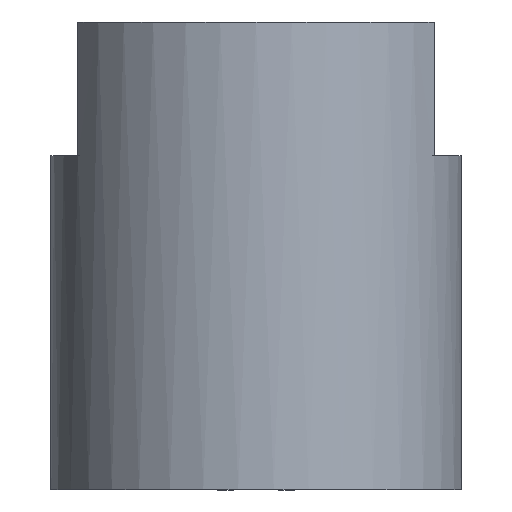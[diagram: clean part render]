
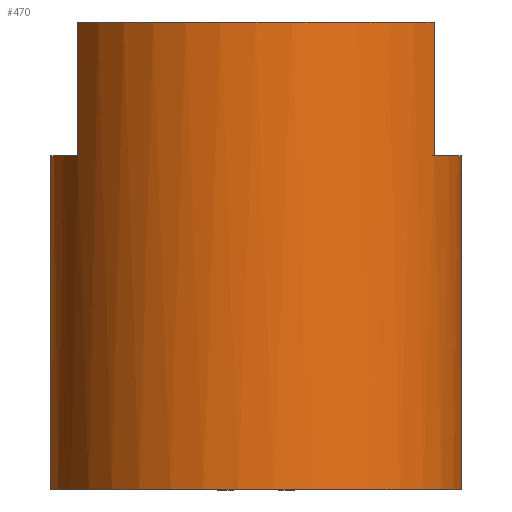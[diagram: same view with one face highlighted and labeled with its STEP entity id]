
A CAD part, left-side view. The second image highlights one B-rep face of the part: STEP entity #470.
In plain terms, the highlighted cylindrical face has radius 20 mm (diameter 40 mm), a partial arc.
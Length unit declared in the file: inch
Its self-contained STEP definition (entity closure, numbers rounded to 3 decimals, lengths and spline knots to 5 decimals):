
#280 = EDGE_LOOP ( 'NONE', ( #3261, #3287, #3312, #3334, #3361, #3373, #3390, #3417 ) ) ;
#304 = DIRECTION ( 'NONE',  ( 1., 0., 0. ) ) ;
#313 = DIRECTION ( 'NONE',  ( 0., 0., -1. ) ) ;
#327 = CARTESIAN_POINT ( 'NONE',  ( 0., 0., 1.83465 ) ) ;
#376 = DIRECTION ( 'NONE',  ( 0., 0., 1. ) ) ;
#416 = AXIS2_PLACEMENT_3D ( 'NONE', #2246, #717, #700 ) ;
#442 = DIRECTION ( 'NONE',  ( 1., 0., 0. ) ) ;
#451 = DIRECTION ( 'NONE',  ( 0., 0., -1. ) ) ;
#456 = CARTESIAN_POINT ( 'NONE',  ( 0., 0., 1.32283 ) ) ;
#470 = ADVANCED_FACE ( 'NONE', ( #2399 ), #2365, .T. ) ;
#482 = CARTESIAN_POINT ( 'NONE',  ( -0.3937, -0.68191, 1.73622 ) ) ;
#680 = CARTESIAN_POINT ( 'NONE',  ( -0.3937, -0.68191, 1.32283 ) ) ;
#690 = DIRECTION ( 'NONE',  ( 0., 0., 1. ) ) ;
#700 = DIRECTION ( 'NONE',  ( 1., 0., 0. ) ) ;
#717 = DIRECTION ( 'NONE',  ( 0., 0., 1. ) ) ;
#735 = DIRECTION ( 'NONE',  ( 1., 0., 0. ) ) ;
#738 = DIRECTION ( 'NONE',  ( 0., 0., 1. ) ) ;
#758 = CARTESIAN_POINT ( 'NONE',  ( 0., 0., 0.04331 ) ) ;
#787 = CARTESIAN_POINT ( 'NONE',  ( 0.70317, -0.35433, 1.73622 ) ) ;
#887 = DIRECTION ( 'NONE',  ( 0., 0., -1. ) ) ;
#919 = CARTESIAN_POINT ( 'NONE',  ( 0.70317, 0.35433, 1.73622 ) ) ;
#962 = DIRECTION ( 'NONE',  ( 1., 0., 0. ) ) ;
#971 = DIRECTION ( 'NONE',  ( 0., 0., -1. ) ) ;
#975 = CARTESIAN_POINT ( 'NONE',  ( 0., 0., 1.32283 ) ) ;
#1123 = DIRECTION ( 'NONE',  ( 0., 0., -1. ) ) ;
#1153 = CARTESIAN_POINT ( 'NONE',  ( -0.3937, 0.68191, 1.73622 ) ) ;
#1442 = EDGE_CURVE ( 'NONE', #3176, #3882, #1660, .T. ) ;
#1463 = VECTOR ( 'NONE', #376, 39.37008 ) ;
#1471 = EDGE_CURVE ( 'NONE', #3882, #3103, #1619, .T. ) ;
#1476 = LINE ( 'NONE', #482, #1463 ) ;
#1481 = CIRCLE ( 'NONE', #4030, 0.7874 ) ;
#1495 = EDGE_CURVE ( 'NONE', #3103, #3365, #1594, .T. ) ;
#1514 = EDGE_CURVE ( 'NONE', #3365, #3363, #1574, .T. ) ;
#1522 = VECTOR ( 'NONE', #690, 39.37008 ) ;
#1529 = CIRCLE ( 'NONE', #4035, 0.7874 ) ;
#1536 = EDGE_CURVE ( 'NONE', #3363, #3116, #1550, .T. ) ;
#1550 = LINE ( 'NONE', #787, #1522 ) ;
#1562 = EDGE_CURVE ( 'NONE', #3116, #3752, #1529, .T. ) ;
#1567 = CARTESIAN_POINT ( 'NONE',  ( 0.70317, -0.35433, 0.04331 ) ) ;
#1574 = CIRCLE ( 'NONE', #4040, 0.7874 ) ;
#1579 = CARTESIAN_POINT ( 'NONE',  ( 0.70317, 0.35433, 0.04331 ) ) ;
#1582 = VECTOR ( 'NONE', #887, 39.37008 ) ;
#1585 = EDGE_CURVE ( 'NONE', #3752, #3760, #1476, .T. ) ;
#1587 = EDGE_CURVE ( 'NONE', #3760, #3176, #1481, .T. ) ;
#1594 = LINE ( 'NONE', #919, #1582 ) ;
#1619 = CIRCLE ( 'NONE', #4045, 0.7874 ) ;
#1647 = VECTOR ( 'NONE', #1123, 39.37008 ) ;
#1660 = LINE ( 'NONE', #1153, #1647 ) ;
#2043 = CARTESIAN_POINT ( 'NONE',  ( -0.3937, 0.68191, 1.32283 ) ) ;
#2149 = CARTESIAN_POINT ( 'NONE',  ( 0.70317, -0.35433, 1.32283 ) ) ;
#2246 = CARTESIAN_POINT ( 'NONE',  ( 0., 0., 1.73622 ) ) ;
#2365 = CYLINDRICAL_SURFACE ( 'NONE', #416, 0.7874 ) ;
#2399 = FACE_OUTER_BOUND ( 'NONE', #280, .T. ) ;
#2548 = CARTESIAN_POINT ( 'NONE',  ( -0.3937, -0.68191, 1.83465 ) ) ;
#2575 = CARTESIAN_POINT ( 'NONE',  ( 0.70317, 0.35433, 1.32283 ) ) ;
#3103 = VERTEX_POINT ( 'NONE', #2575 ) ;
#3116 = VERTEX_POINT ( 'NONE', #2149 ) ;
#3176 = VERTEX_POINT ( 'NONE', #3960 ) ;
#3261 = ORIENTED_EDGE ( 'NONE', *, *, #1585, .T. ) ;
#3287 = ORIENTED_EDGE ( 'NONE', *, *, #1587, .T. ) ;
#3312 = ORIENTED_EDGE ( 'NONE', *, *, #1442, .T. ) ;
#3334 = ORIENTED_EDGE ( 'NONE', *, *, #1471, .T. ) ;
#3361 = ORIENTED_EDGE ( 'NONE', *, *, #1495, .T. ) ;
#3363 = VERTEX_POINT ( 'NONE', #1567 ) ;
#3365 = VERTEX_POINT ( 'NONE', #1579 ) ;
#3373 = ORIENTED_EDGE ( 'NONE', *, *, #1514, .T. ) ;
#3390 = ORIENTED_EDGE ( 'NONE', *, *, #1536, .T. ) ;
#3417 = ORIENTED_EDGE ( 'NONE', *, *, #1562, .T. ) ;
#3752 = VERTEX_POINT ( 'NONE', #680 ) ;
#3760 = VERTEX_POINT ( 'NONE', #2548 ) ;
#3882 = VERTEX_POINT ( 'NONE', #2043 ) ;
#3960 = CARTESIAN_POINT ( 'NONE',  ( -0.3937, 0.68191, 1.83465 ) ) ;
#4030 = AXIS2_PLACEMENT_3D ( 'NONE', #327, #313, #304 ) ;
#4035 = AXIS2_PLACEMENT_3D ( 'NONE', #456, #451, #442 ) ;
#4040 = AXIS2_PLACEMENT_3D ( 'NONE', #758, #738, #735 ) ;
#4045 = AXIS2_PLACEMENT_3D ( 'NONE', #975, #971, #962 ) ;
